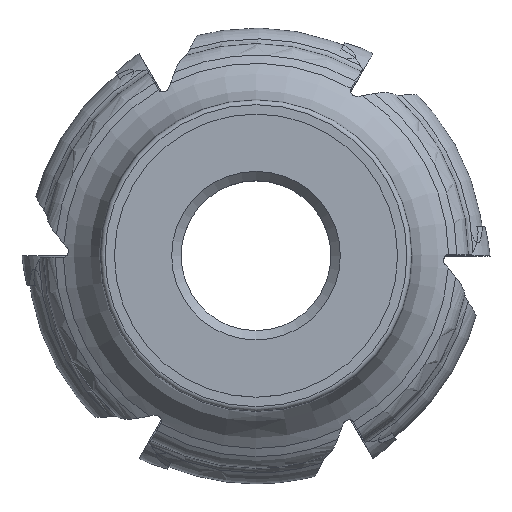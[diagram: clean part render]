
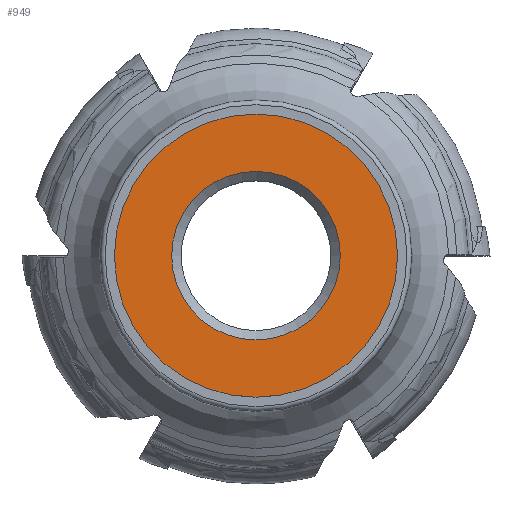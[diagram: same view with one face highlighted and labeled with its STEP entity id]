
A CAD part, top view. The second image highlights one B-rep face of the part: STEP entity #949.
In plain terms, the highlighted planar face has unit normal (0, 0, 1).
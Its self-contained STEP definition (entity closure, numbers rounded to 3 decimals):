
#949=ADVANCED_FACE('',(#1476,#1477),#1285,.T.);
#1285=PLANE('',#7060);
#1476=FACE_BOUND('',#1670,.T.);
#1477=FACE_BOUND('',#1671,.T.);
#1670=EDGE_LOOP('',(#3240));
#1671=EDGE_LOOP('',(#3241));
#2110=CIRCLE('',#7023,18.006);
#2126=CIRCLE('',#7058,30.25);
#3240=ORIENTED_EDGE('',*,*,#5671,.T.);
#3241=ORIENTED_EDGE('',*,*,#5708,.F.);
#4974=VERTEX_POINT('',#10597);
#5000=VERTEX_POINT('',#10858);
#5671=EDGE_CURVE('',#4974,#4974,#2110,.T.);
#5708=EDGE_CURVE('',#5000,#5000,#2126,.T.);
#7023=AXIS2_PLACEMENT_3D('',#10596,#7954,#7955);
#7058=AXIS2_PLACEMENT_3D('',#10857,#8024,#8025);
#7060=AXIS2_PLACEMENT_3D('',#10860,#8028,#8029);
#7954=DIRECTION('',(0.,0.,-1.));
#7955=DIRECTION('',(0.,-1.,0.));
#8024=DIRECTION('',(0.,0.,-1.));
#8025=DIRECTION('',(0.,-1.,0.));
#8028=DIRECTION('',(0.,0.,1.));
#8029=DIRECTION('',(0.,-1.,0.));
#10596=CARTESIAN_POINT('',(0.,0.,0.));
#10597=CARTESIAN_POINT('',(0.,-18.006,0.));
#10857=CARTESIAN_POINT('',(0.,0.,0.));
#10858=CARTESIAN_POINT('',(0.,-30.25,0.));
#10860=CARTESIAN_POINT('',(30.25,0.,0.));
